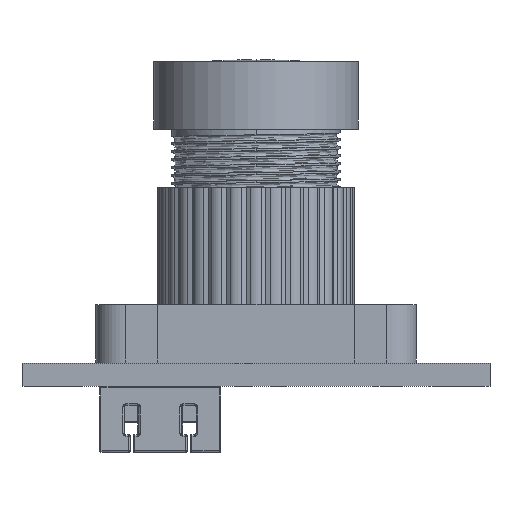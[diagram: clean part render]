
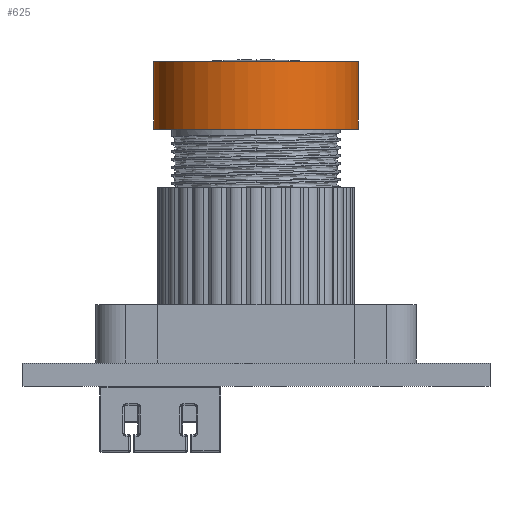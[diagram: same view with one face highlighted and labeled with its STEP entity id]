
A CAD part, front view. The second image highlights one B-rep face of the part: STEP entity #625.
In plain terms, the highlighted cylindrical face has radius 7 mm (diameter 14 mm), a partial arc.
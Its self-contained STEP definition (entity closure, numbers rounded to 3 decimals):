
#625=ADVANCED_FACE('',(#1237),#9127,.T.);
#1237=FACE_OUTER_BOUND('',#1927,.T.);
#1927=EDGE_LOOP('',(#4192,#4193,#4194,#4195));
#4192=ORIENTED_EDGE('',*,*,#6035,.T.);
#4193=ORIENTED_EDGE('',*,*,#5957,.T.);
#4194=ORIENTED_EDGE('',*,*,#6036,.F.);
#4195=ORIENTED_EDGE('',*,*,#6034,.F.);
#5957=EDGE_CURVE('',#8493,#8495,#6952,.T.);
#6034=EDGE_CURVE('',#8545,#8546,#6984,.T.);
#6035=EDGE_CURVE('',#8545,#8493,#6985,.T.);
#6036=EDGE_CURVE('',#8546,#8495,#6986,.T.);
#6952=(
BOUNDED_CURVE()
B_SPLINE_CURVE(1,(#24990,#24991),.UNSPECIFIED.,.F.,.F.)
B_SPLINE_CURVE_WITH_KNOTS((2,2),(0.,4.6),.UNSPECIFIED.)
CURVE()
GEOMETRIC_REPRESENTATION_ITEM()
RATIONAL_B_SPLINE_CURVE((1.,1.))
REPRESENTATION_ITEM('')
);
#6984=(
BOUNDED_CURVE()
B_SPLINE_CURVE(1,(#28495,#28496),.UNSPECIFIED.,.F.,.F.)
B_SPLINE_CURVE_WITH_KNOTS((2,2),(0.,4.6),.UNSPECIFIED.)
CURVE()
GEOMETRIC_REPRESENTATION_ITEM()
RATIONAL_B_SPLINE_CURVE((1.,1.))
REPRESENTATION_ITEM('')
);
#6985=(
BOUNDED_CURVE()
B_SPLINE_CURVE(2,(#28497,#28498,#28499,#28500,#28501),.UNSPECIFIED.,.F.,
 .F.)
B_SPLINE_CURVE_WITH_KNOTS((3,2,3),(21.991,32.987,43.982),
 .UNSPECIFIED.)
CURVE()
GEOMETRIC_REPRESENTATION_ITEM()
RATIONAL_B_SPLINE_CURVE((1.,0.707,1.,0.707,1.))
REPRESENTATION_ITEM('')
);
#6986=(
BOUNDED_CURVE()
B_SPLINE_CURVE(2,(#28502,#28503,#28504,#28505,#28506),.UNSPECIFIED.,.F.,
 .F.)
B_SPLINE_CURVE_WITH_KNOTS((3,2,3),(21.991,32.987,43.982),
 .UNSPECIFIED.)
CURVE()
GEOMETRIC_REPRESENTATION_ITEM()
RATIONAL_B_SPLINE_CURVE((1.,0.707,1.,0.707,1.))
REPRESENTATION_ITEM('')
);
#8493=VERTEX_POINT('',#24887);
#8495=VERTEX_POINT('',#24889);
#8545=VERTEX_POINT('',#24939);
#8546=VERTEX_POINT('',#24940);
#9127=CYLINDRICAL_SURFACE('',#9908,7.);
#9908=AXIS2_PLACEMENT_3D('',#24864,#10444,$);
#10444=DIRECTION('',(0.,0.,1.));
#24864=CARTESIAN_POINT('',(0.,0.,18.3));
#24887=CARTESIAN_POINT('',(7.,0.,16.));
#24889=CARTESIAN_POINT('',(7.,0.,20.6));
#24939=CARTESIAN_POINT('',(-7.,0.,16.));
#24940=CARTESIAN_POINT('',(-7.,0.,20.6));
#24990=CARTESIAN_POINT('',(7.,0.,16.));
#24991=CARTESIAN_POINT('',(7.,0.,20.6));
#28495=CARTESIAN_POINT('',(-7.,0.,16.));
#28496=CARTESIAN_POINT('',(-7.,0.,20.6));
#28497=CARTESIAN_POINT('',(-7.,0.,16.));
#28498=CARTESIAN_POINT('',(-7.,-7.,16.));
#28499=CARTESIAN_POINT('',(0.,-7.,16.));
#28500=CARTESIAN_POINT('',(7.,-7.,16.));
#28501=CARTESIAN_POINT('',(7.,0.,16.));
#28502=CARTESIAN_POINT('',(-7.,0.,20.6));
#28503=CARTESIAN_POINT('',(-7.,-7.,20.6));
#28504=CARTESIAN_POINT('',(0.,-7.,20.6));
#28505=CARTESIAN_POINT('',(7.,-7.,20.6));
#28506=CARTESIAN_POINT('',(7.,0.,20.6));
